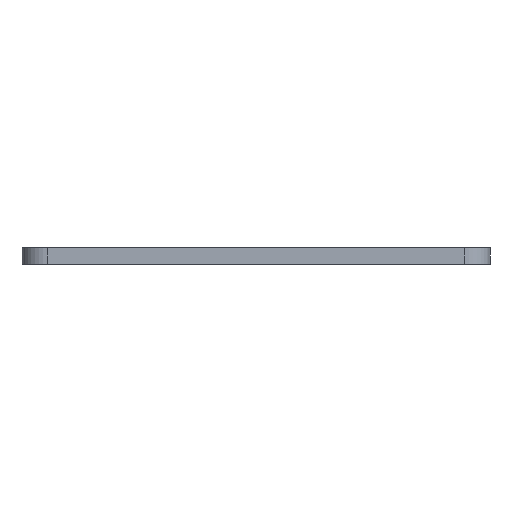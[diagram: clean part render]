
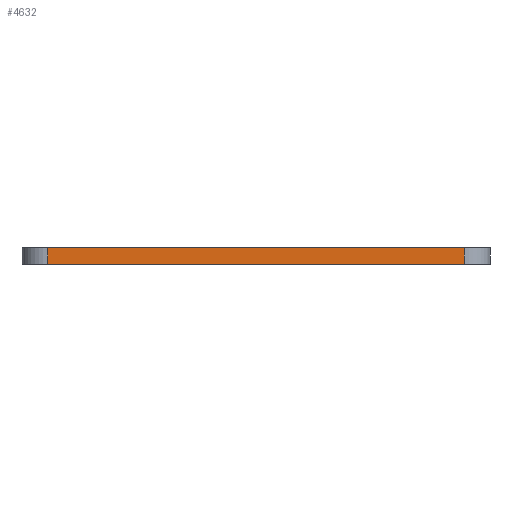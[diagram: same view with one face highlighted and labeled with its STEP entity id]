
A CAD part, left-side view. The second image highlights one B-rep face of the part: STEP entity #4632.
In plain terms, the highlighted planar face has unit normal (-1, 0, 0).
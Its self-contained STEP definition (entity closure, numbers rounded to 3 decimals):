
#472=CARTESIAN_POINT('',(-105.013,-38.35,-1.9));
#473=VERTEX_POINT('',#472);
#481=CARTESIAN_POINT('',(-105.013,38.35,-1.9));
#482=VERTEX_POINT('',#481);
#483=CARTESIAN_POINT('',(-105.013,-38.35,-1.9));
#484=DIRECTION('',(0.,1.,0.));
#485=VECTOR('',#484,76.7);
#486=LINE('',#483,#485);
#487=EDGE_CURVE('',#473,#482,#486,.T.);
#4602=CARTESIAN_POINT('',(-105.013,0.,0.1));
#4603=DIRECTION('',(-1.,0.,0.));
#4604=DIRECTION('',(0.,0.,1.));
#4605=AXIS2_PLACEMENT_3D('',#4602,#4603,#4604);
#4606=PLANE('',#4605);
#4607=CARTESIAN_POINT('',(-105.013,38.35,1.1));
#4608=VERTEX_POINT('',#4607);
#4609=CARTESIAN_POINT('',(-105.013,38.35,1.1));
#4610=DIRECTION('',(-0.,-0.,-1.));
#4611=VECTOR('',#4610,3.);
#4612=LINE('',#4609,#4611);
#4613=EDGE_CURVE('',#4608,#482,#4612,.T.);
#4614=ORIENTED_EDGE('',*,*,#4613,.T.);
#4615=ORIENTED_EDGE('',*,*,#487,.F.);
#4616=CARTESIAN_POINT('',(-105.013,-38.35,1.1));
#4617=VERTEX_POINT('',#4616);
#4618=CARTESIAN_POINT('',(-105.013,-38.35,-1.9));
#4619=DIRECTION('',(0.,0.,1.));
#4620=VECTOR('',#4619,3.);
#4621=LINE('',#4618,#4620);
#4622=EDGE_CURVE('',#473,#4617,#4621,.T.);
#4623=ORIENTED_EDGE('',*,*,#4622,.T.);
#4624=CARTESIAN_POINT('',(-105.013,-38.35,1.1));
#4625=DIRECTION('',(0.,1.,0.));
#4626=VECTOR('',#4625,76.7);
#4627=LINE('',#4624,#4626);
#4628=EDGE_CURVE('',#4617,#4608,#4627,.T.);
#4629=ORIENTED_EDGE('',*,*,#4628,.T.);
#4630=EDGE_LOOP('',(#4614,#4615,#4623,#4629));
#4631=FACE_BOUND('',#4630,.T.);
#4632=ADVANCED_FACE('',(#4631),#4606,.T.);
